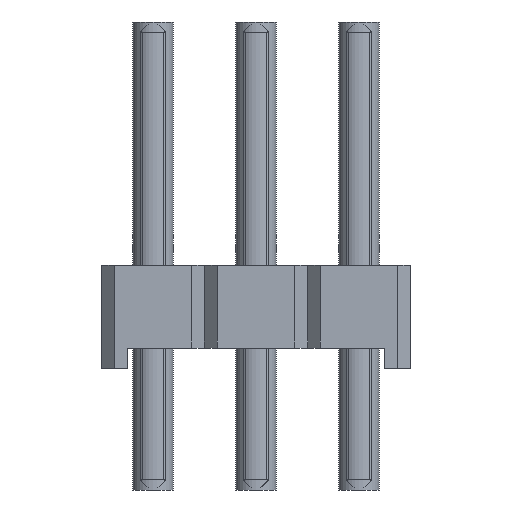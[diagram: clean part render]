
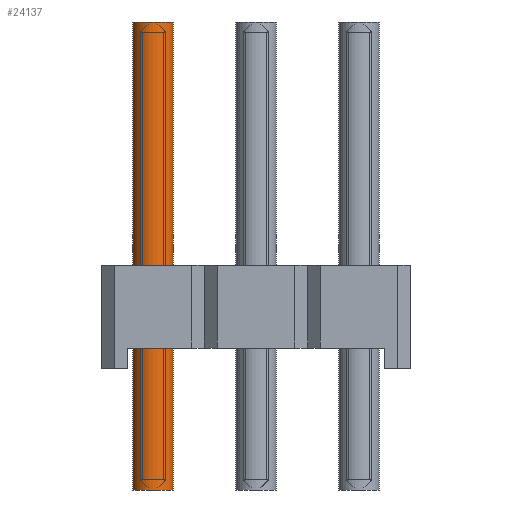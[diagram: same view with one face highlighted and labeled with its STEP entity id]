
A CAD part, left-side view. The second image highlights one B-rep face of the part: STEP entity #24137.
In plain terms, the highlighted cylindrical face has radius 0.5 mm (diameter 1 mm), a full revolution.
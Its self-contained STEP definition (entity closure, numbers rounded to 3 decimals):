
#491=CIRCLE('',#25398,0.5);
#492=CIRCLE('',#25399,0.5);
#1440=CYLINDRICAL_SURFACE('',#25397,0.5);
#2021=ORIENTED_EDGE('',*,*,#9199,.F.);
#2022=ORIENTED_EDGE('',*,*,#9200,.T.);
#9199=EDGE_CURVE('',#12797,#12797,#491,.T.);
#9200=EDGE_CURVE('',#12798,#12798,#492,.T.);
#12797=VERTEX_POINT('',#34969);
#12798=VERTEX_POINT('',#34971);
#20513=EDGE_LOOP('',(#2021));
#20514=EDGE_LOOP('',(#2022));
#21957=FACE_BOUND('',#20513,.T.);
#21958=FACE_BOUND('',#20514,.T.);
#24137=ADVANCED_FACE('',(#21957,#21958),#1440,.F.);
#25397=AXIS2_PLACEMENT_3D('',#34967,#27746,#27747);
#25398=AXIS2_PLACEMENT_3D('',#34968,#27748,#27749);
#25399=AXIS2_PLACEMENT_3D('',#34970,#27750,#27751);
#27746=DIRECTION('',(0.,0.,1.));
#27747=DIRECTION('',(1.,0.,0.));
#27748=DIRECTION('',(0.,0.,-1.));
#27749=DIRECTION('',(1.,0.,0.));
#27750=DIRECTION('',(0.,0.,-1.));
#27751=DIRECTION('',(1.,0.,0.));
#34967=CARTESIAN_POINT('',(0.,0.,0.));
#34968=CARTESIAN_POINT('',(0.,0.,11.54));
#34969=CARTESIAN_POINT('',(0.5,0.,11.54));
#34970=CARTESIAN_POINT('',(0.,0.,0.));
#34971=CARTESIAN_POINT('',(0.5,0.,0.));
